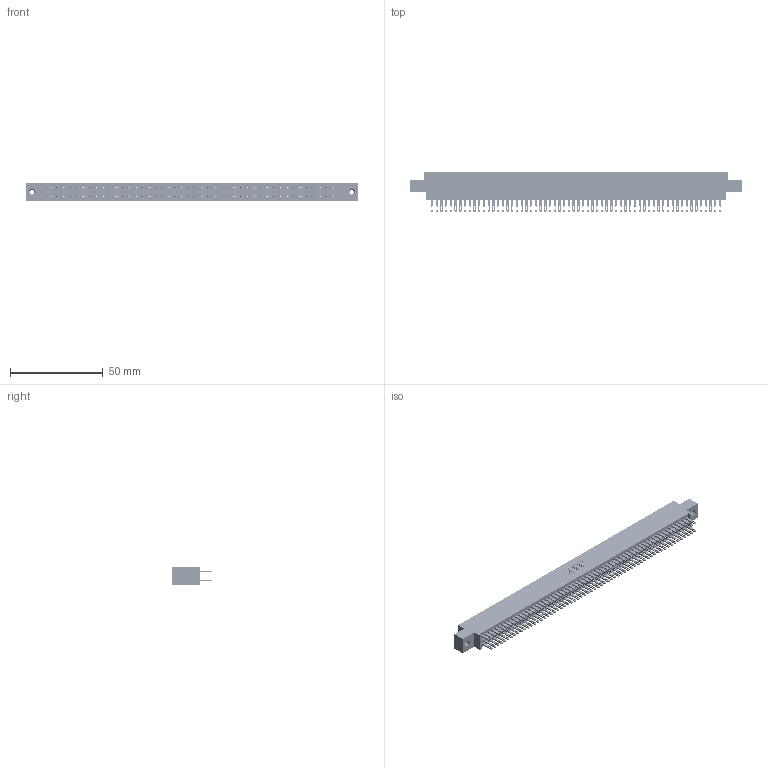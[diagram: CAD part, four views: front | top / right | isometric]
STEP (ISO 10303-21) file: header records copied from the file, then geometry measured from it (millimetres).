
FILE_DESCRIPTION (( 'STEP AP203' ), '1' );
FILE_NAME ('895-124-500-808.STEP', '2020-10-13T15:58:53', ( '' ), ( '' ), 'SwSTEP 2.0', 'SolidWorks 2020', '' );
FILE_SCHEMA (( 'CONFIG_CONTROL_DESIGN' ));
Length unit declared in the file: inch
Products named in the file (4): 345-250-001_345-250-003-102; 895-124-500-808; 845 Part_0.170 Offset - 0.156 Dia-TI; 345-292-001_345-293-100
Assembly tree (127 placements, depth 2):
  895-124-500-808
    845 Part_0.170 Offset - 0.156 Dia-TI
    345-292-001_345-293-100  x124
    345-250-001_345-250-003-102  x2
Bounding box: 178.69 x 21.51 x 9.4 mm (x, y, z)
Volume: 17802.7 mm3; surface area: 28124.4 mm2
Topology: 127 solids, 127 shells, 5894 faces, 17973 edges, 11974 vertices
Faces by surface type: plane 3464, cylinder 2414, cone 12, torus 4
Entity records: 47202 total; most frequent: CARTESIAN_POINT 7875, ORIENTED_EDGE 7802, DIRECTION 6947, EDGE_CURVE 3901, LINE 3497, VECTOR 3497, VERTEX_POINT 2596, AXIS2_PLACEMENT_3D 1725
